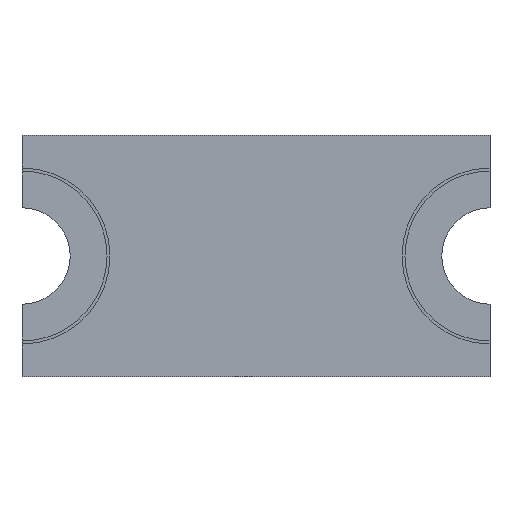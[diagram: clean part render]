
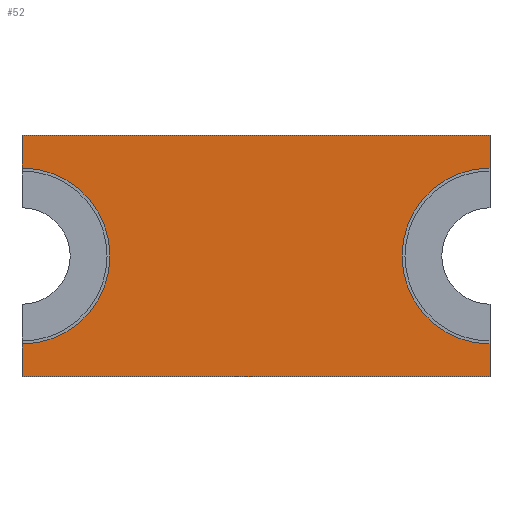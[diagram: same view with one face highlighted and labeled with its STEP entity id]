
A CAD part, front view. The second image highlights one B-rep face of the part: STEP entity #52.
In plain terms, the highlighted planar face has unit normal (0, -1, 0).
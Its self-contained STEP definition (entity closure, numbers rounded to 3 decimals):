
#52=ADVANCED_FACE('',(#91),#92,.F.);
#91=FACE_OUTER_BOUND('',#155,.T.);
#92=PLANE('',#156);
#155=EDGE_LOOP('',(#249,#250,#251,#252,#253,#254,#255,#256,#257,#258));
#156=AXIS2_PLACEMENT_3D('',#259,#260,#261);
#249=ORIENTED_EDGE('',*,*,#507,.F.);
#250=ORIENTED_EDGE('',*,*,#508,.F.);
#251=ORIENTED_EDGE('',*,*,#509,.F.);
#252=ORIENTED_EDGE('',*,*,#500,.F.);
#253=ORIENTED_EDGE('',*,*,#510,.F.);
#254=ORIENTED_EDGE('',*,*,#511,.F.);
#255=ORIENTED_EDGE('',*,*,#512,.F.);
#256=ORIENTED_EDGE('',*,*,#513,.F.);
#257=ORIENTED_EDGE('',*,*,#514,.F.);
#258=ORIENTED_EDGE('',*,*,#506,.F.);
#259=CARTESIAN_POINT('',(0.0,0.0,0.0));
#260=DIRECTION('',(0.0,1.0,0.0));
#261=DIRECTION('',(1.0,0.0,-0.0));
#500=EDGE_CURVE('',#605,#608,#609,.T.);
#506=EDGE_CURVE('',#618,#614,#620,.T.);
#507=EDGE_CURVE('',#621,#618,#622,.T.);
#508=EDGE_CURVE('',#623,#621,#624,.T.);
#509=EDGE_CURVE('',#608,#623,#625,.T.);
#510=EDGE_CURVE('',#626,#605,#627,.T.);
#511=EDGE_CURVE('',#628,#626,#629,.T.);
#512=EDGE_CURVE('',#630,#628,#631,.T.);
#513=EDGE_CURVE('',#632,#630,#633,.T.);
#514=EDGE_CURVE('',#614,#632,#634,.T.);
#605=VERTEX_POINT('',#763);
#608=VERTEX_POINT('',#767);
#609=CIRCLE('',#768,0.31);
#614=VERTEX_POINT('',#774);
#618=VERTEX_POINT('',#779);
#620=CIRCLE('',#782,0.31);
#621=VERTEX_POINT('',#783);
#622=LINE('',#784,#785);
#623=VERTEX_POINT('',#786);
#624=LINE('',#787,#788);
#625=LINE('',#789,#790);
#626=VERTEX_POINT('',#791);
#627=CIRCLE('',#792,0.31);
#628=VERTEX_POINT('',#793);
#629=LINE('',#794,#795);
#630=VERTEX_POINT('',#796);
#631=LINE('',#797,#798);
#632=VERTEX_POINT('',#799);
#633=LINE('',#800,#801);
#634=CIRCLE('',#802,0.31);
#763=CARTESIAN_POINT('',(-0.515,0.0,0.));
#767=CARTESIAN_POINT('',(-0.825,0.0,0.31));
#768=AXIS2_PLACEMENT_3D('',#972,#973,#974);
#774=CARTESIAN_POINT('',(0.515,0.0,0.));
#779=CARTESIAN_POINT('',(0.825,0.0,0.31));
#782=AXIS2_PLACEMENT_3D('',#984,#985,#986);
#783=CARTESIAN_POINT('',(0.825,0.0,0.425));
#784=CARTESIAN_POINT('',(0.825,0.0,0.425));
#785=VECTOR('',#987,0.115);
#786=CARTESIAN_POINT('',(-0.825,0.0,0.425));
#787=CARTESIAN_POINT('',(-0.825,0.0,0.425));
#788=VECTOR('',#988,1.65);
#789=CARTESIAN_POINT('',(-0.825,0.0,0.31));
#790=VECTOR('',#989,0.115);
#791=CARTESIAN_POINT('',(-0.825,0.0,-0.31));
#792=AXIS2_PLACEMENT_3D('',#990,#991,#992);
#793=CARTESIAN_POINT('',(-0.825,0.0,-0.425));
#794=CARTESIAN_POINT('',(-0.825,0.0,-0.425));
#795=VECTOR('',#993,0.115);
#796=CARTESIAN_POINT('',(0.825,0.0,-0.425));
#797=CARTESIAN_POINT('',(0.825,0.0,-0.425));
#798=VECTOR('',#994,1.65);
#799=CARTESIAN_POINT('',(0.825,0.0,-0.31));
#800=CARTESIAN_POINT('',(0.825,0.0,-0.31));
#801=VECTOR('',#995,0.115);
#802=AXIS2_PLACEMENT_3D('',#996,#997,#998);
#972=CARTESIAN_POINT('',(-0.825,0.0,0.0));
#973=DIRECTION('',(0.0,-1.0,0.0));
#974=DIRECTION('',(0.0,0.0,-1.0));
#984=CARTESIAN_POINT('',(0.825,0.0,0.0));
#985=DIRECTION('',(0.0,-1.0,0.0));
#986=DIRECTION('',(0.0,0.0,1.0));
#987=DIRECTION('',(0.0,0.0,-1.0));
#988=DIRECTION('',(1.0,0.0,0.0));
#989=DIRECTION('',(0.0,0.0,1.0));
#990=CARTESIAN_POINT('',(-0.825,0.0,0.0));
#991=DIRECTION('',(0.0,-1.0,0.0));
#992=DIRECTION('',(0.0,0.0,-1.0));
#993=DIRECTION('',(0.0,0.0,1.0));
#994=DIRECTION('',(-1.0,0.0,0.0));
#995=DIRECTION('',(0.0,0.0,-1.0));
#996=CARTESIAN_POINT('',(0.825,0.0,0.0));
#997=DIRECTION('',(0.0,-1.0,0.0));
#998=DIRECTION('',(0.0,0.0,1.0));
